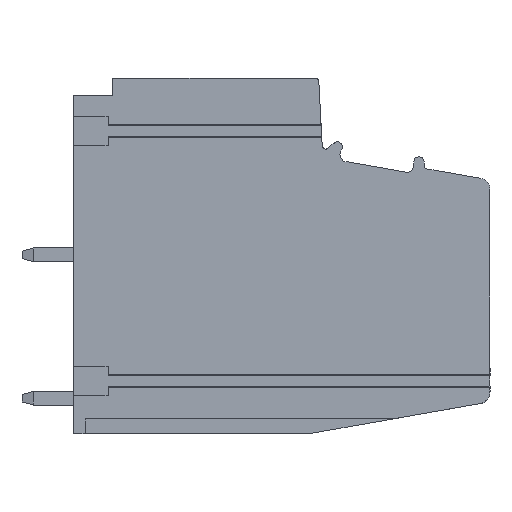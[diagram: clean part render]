
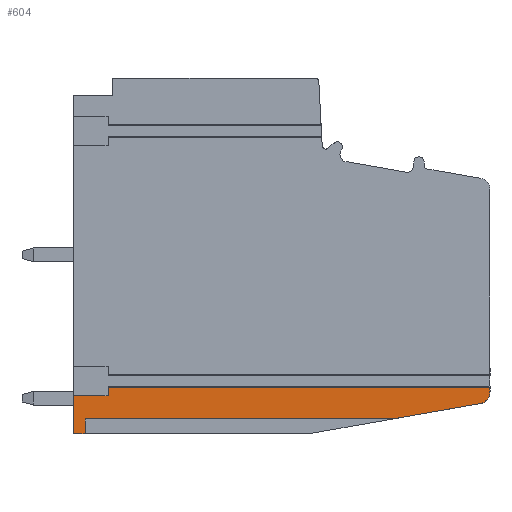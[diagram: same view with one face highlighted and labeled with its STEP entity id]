
A CAD part, front view. The second image highlights one B-rep face of the part: STEP entity #604.
In plain terms, the highlighted planar face has unit normal (0, -1, 0).
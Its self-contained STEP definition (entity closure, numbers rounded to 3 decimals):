
#604 = ADVANCED_FACE( '', ( #1242 ), #1243, .F. );
#1242 = FACE_OUTER_BOUND( '', #1906, .T. );
#1243 = PLANE( '', #1907 );
#1906 = EDGE_LOOP( '', ( #3688, #3689, #3690, #3691, #3692, #3693, #3694, #3695, #3696, #3697 ) );
#1907 = AXIS2_PLACEMENT_3D( '', #3698, #3699, #3700 );
#3688 = ORIENTED_EDGE( '', *, *, #4197, .F. );
#3689 = ORIENTED_EDGE( '', *, *, #4595, .F. );
#3690 = ORIENTED_EDGE( '', *, *, #4636, .T. );
#3691 = ORIENTED_EDGE( '', *, *, #4603, .T. );
#3692 = ORIENTED_EDGE( '', *, *, #4537, .F. );
#3693 = ORIENTED_EDGE( '', *, *, #4571, .T. );
#3694 = ORIENTED_EDGE( '', *, *, #4616, .T. );
#3695 = ORIENTED_EDGE( '', *, *, #4508, .F. );
#3696 = ORIENTED_EDGE( '', *, *, #4249, .F. );
#3697 = ORIENTED_EDGE( '', *, *, #4033, .F. );
#3698 = CARTESIAN_POINT( '', ( -19.7, 98.5, -38.8 ) );
#3699 = DIRECTION( '', ( 0., 1., 0. ) );
#3700 = DIRECTION( '', ( 0., 0., 1. ) );
#4033 = EDGE_CURVE( '', #4864, #4866, #4867, .T. );
#4197 = EDGE_CURVE( '', #5134, #4864, #5136, .T. );
#4249 = EDGE_CURVE( '', #4866, #5213, #5214, .T. );
#4508 = EDGE_CURVE( '', #5213, #5586, #5587, .T. );
#4537 = EDGE_CURVE( '', #5622, #5624, #5625, .T. );
#4571 = EDGE_CURVE( '', #5622, #5664, #5666, .F. );
#4595 = EDGE_CURVE( '', #5690, #5134, #5692, .T. );
#4603 = EDGE_CURVE( '', #5700, #5624, #5701, .T. );
#4616 = EDGE_CURVE( '', #5664, #5586, #5714, .F. );
#4636 = EDGE_CURVE( '', #5690, #5700, #5735, .T. );
#4864 = VERTEX_POINT( '', #6045 );
#4866 = VERTEX_POINT( '', #6048 );
#4867 = LINE( '', #6049, #6050 );
#5134 = VERTEX_POINT( '', #6430 );
#5136 = LINE( '', #6433, #6434 );
#5213 = VERTEX_POINT( '', #6546 );
#5214 = LINE( '', #6547, #6548 );
#5586 = VERTEX_POINT( '', #7112 );
#5587 = LINE( '', #7113, #7114 );
#5622 = VERTEX_POINT( '', #7165 );
#5624 = VERTEX_POINT( '', #7168 );
#5625 = LINE( '', #7169, #7170 );
#5664 = VERTEX_POINT( '', #7223 );
#5666 = LINE( '', #7226, #7227 );
#5690 = VERTEX_POINT( '', #7262 );
#5692 = LINE( '', #7265, #7266 );
#5700 = VERTEX_POINT( '', #7277 );
#5701 = LINE( '', #7278, #7279 );
#5714 = CIRCLE( '', #7297, 1. );
#5735 = LINE( '', #7333, #7334 );
#6045 = CARTESIAN_POINT( '', ( -16.7, 98.5, -66.5 ) );
#6048 = CARTESIAN_POINT( '', ( -16.7, 98.5, -65.789 ) );
#6049 = CARTESIAN_POINT( '', ( -16.7, 98.5, -63.7 ) );
#6050 = VECTOR( '', #7489, 1000. );
#6430 = CARTESIAN_POINT( '', ( -19.7, 98.5, -66.5 ) );
#6433 = CARTESIAN_POINT( '', ( -19.7, 98.5, -66.5 ) );
#6434 = VECTOR( '', #7667, 1000. );
#6546 = CARTESIAN_POINT( '', ( 16.6, 98.5, -65.789 ) );
#6547 = CARTESIAN_POINT( '', ( -19.7, 98.5, -65.789 ) );
#6548 = VECTOR( '', #7709, 1000. );
#7112 = CARTESIAN_POINT( '', ( 16.6, 98.5, -66.175 ) );
#7113 = CARTESIAN_POINT( '', ( 16.6, 98.5, -38.8 ) );
#7114 = VECTOR( '', #7976, 1000. );
#7165 = CARTESIAN_POINT( '', ( 8.173, 98.5, -68.5 ) );
#7168 = CARTESIAN_POINT( '', ( -18.7, 98.5, -68.5 ) );
#7169 = CARTESIAN_POINT( '', ( -19.7, 98.5, -68.5 ) );
#7170 = VECTOR( '', #8003, 1000. );
#7223 = CARTESIAN_POINT( '', ( 15.774, 98.5, -67.16 ) );
#7226 = CARTESIAN_POINT( '', ( 0.8, 98.5, -69.8 ) );
#7227 = VECTOR( '', #8028, 1000. );
#7262 = CARTESIAN_POINT( '', ( -19.7, 98.5, -69.8 ) );
#7265 = CARTESIAN_POINT( '', ( -19.7, 98.5, -45.27 ) );
#7266 = VECTOR( '', #8050, 1000. );
#7277 = CARTESIAN_POINT( '', ( -18.7, 98.5, -69.8 ) );
#7278 = CARTESIAN_POINT( '', ( -18.7, 98.5, -38.8 ) );
#7279 = VECTOR( '', #8054, 1000. );
#7297 = AXIS2_PLACEMENT_3D( '', #8060, #8061, #8062 );
#7333 = CARTESIAN_POINT( '', ( -19.7, 98.5, -69.8 ) );
#7334 = VECTOR( '', #8072, 1000. );
#7489 = DIRECTION( '', ( 0., 0., 1. ) );
#7667 = DIRECTION( '', ( 1., 0., 0. ) );
#7709 = DIRECTION( '', ( 1., 0., 0. ) );
#7976 = DIRECTION( '', ( 0., 0., -1. ) );
#8003 = DIRECTION( '', ( -1., 0., 0. ) );
#8028 = DIRECTION( '', ( -0.985, 0., -0.174 ) );
#8050 = DIRECTION( '', ( 0., 0., 1. ) );
#8054 = DIRECTION( '', ( 0., 0., 1. ) );
#8060 = CARTESIAN_POINT( '', ( 15.6, 98.5, -66.175 ) );
#8061 = DIRECTION( '', ( 0., 1., 0. ) );
#8062 = DIRECTION( '', ( 0., 0., 1. ) );
#8072 = DIRECTION( '', ( 1., 0., 0. ) );
